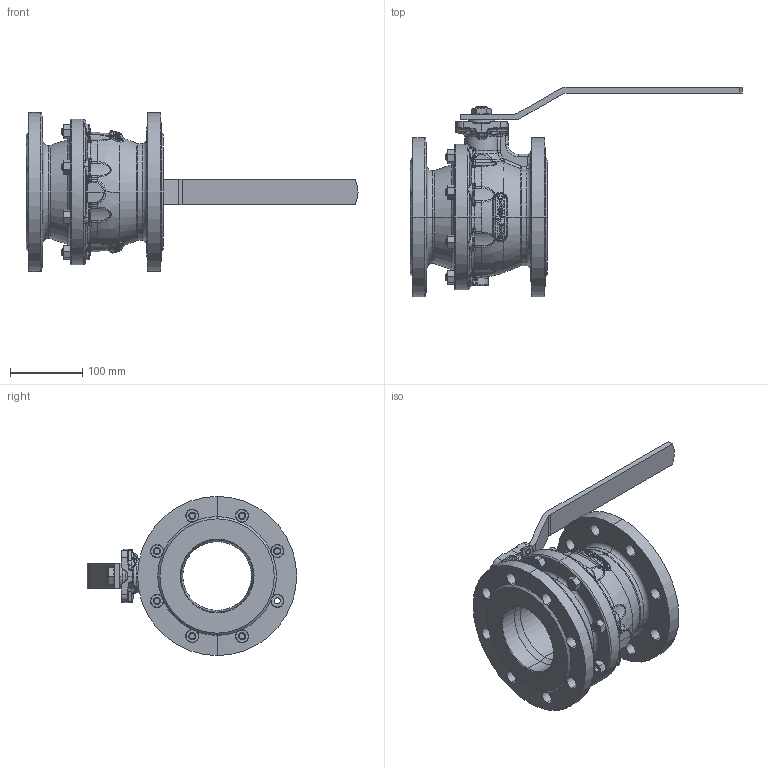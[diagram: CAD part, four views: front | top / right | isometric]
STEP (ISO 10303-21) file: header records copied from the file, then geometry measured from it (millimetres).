
FILE_DESCRIPTION (( 'STEP AP203' ), '1' );
FILE_NAME ('B2.DN100.STEP', '2011-12-15T10:48:02', ( ' ' ), ( '' ), 'SwSTEP 2.0', 'SolidWorks 2009', '' );
FILE_SCHEMA (( 'CONFIG_CONTROL_DESIGN' ));
Products named in the file (1): B2.DN100
Bounding box: 459 x 289.5 x 220 mm (x, y, z)
Volume: 3227540.7 mm3; surface area: 370146.1 mm2
Topology: 1 solids, 10 shells, 1625 faces, 4085 edges, 2455 vertices
Faces by surface type: bspline 500, plane 395, cylinder 332, cone 224, torus 125, sphere 49
Entity records: 72989 total; most frequent: CARTESIAN_POINT 38262, ORIENTED_EDGE 8052, DIRECTION 6196, EDGE_CURVE 4026, AXIS2_PLACEMENT_3D 2588, VERTEX_POINT 2454, EDGE_LOOP 1728, ADVANCED_FACE 1625
